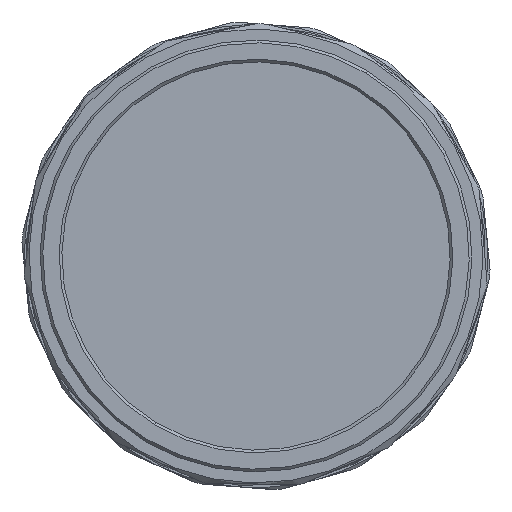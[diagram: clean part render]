
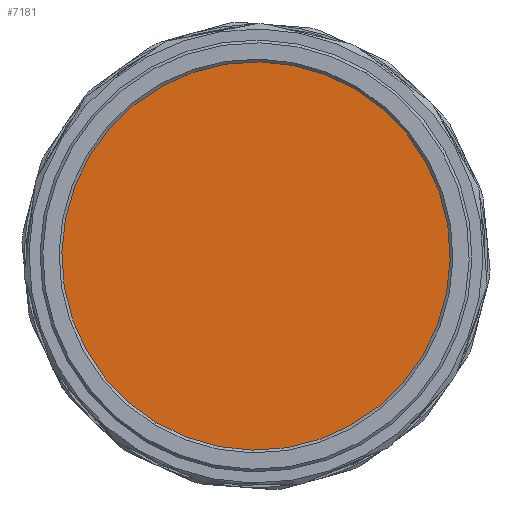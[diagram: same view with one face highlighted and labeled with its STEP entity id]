
A CAD part, left-side view. The second image highlights one B-rep face of the part: STEP entity #7181.
In plain terms, the highlighted planar face has unit normal (-1, 0, 0).
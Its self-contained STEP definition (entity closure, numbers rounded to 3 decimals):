
#96 = CIRCLE ( 'NONE', #12227, 22. ) ;
#7181 = ADVANCED_FACE ( 'NONE', ( #14599 ), #36081, .F. ) ;
#7351 = ORIENTED_EDGE ( 'NONE', *, *, #28898, .T. ) ;
#7456 = EDGE_CURVE ( 'NONE', #20873, #12435, #96, .T. ) ;
#7641 = CARTESIAN_POINT ( 'NONE',  ( 0., 0., 0. ) ) ;
#10591 = ORIENTED_EDGE ( 'NONE', *, *, #7456, .T. ) ;
#10725 = AXIS2_PLACEMENT_3D ( 'NONE', #15204, #27041, #21147 ) ;
#10909 = DIRECTION ( 'NONE',  ( 0., 0., -1. ) ) ;
#10985 = CARTESIAN_POINT ( 'NONE',  ( 0., 0., -22. ) ) ;
#11046 = CIRCLE ( 'NONE', #26047, 22. ) ;
#12227 = AXIS2_PLACEMENT_3D ( 'NONE', #28708, #19551, #22433 ) ;
#12435 = VERTEX_POINT ( 'NONE', #10985 ) ;
#13144 = CARTESIAN_POINT ( 'NONE',  ( 0., 0., 22. ) ) ;
#14599 = FACE_OUTER_BOUND ( 'NONE', #35271, .T. ) ;
#15204 = CARTESIAN_POINT ( 'NONE',  ( 0., 0., 0. ) ) ;
#19551 = DIRECTION ( 'NONE',  ( -1., 0., 0. ) ) ;
#20873 = VERTEX_POINT ( 'NONE', #13144 ) ;
#21147 = DIRECTION ( 'NONE',  ( 0., 0., -1. ) ) ;
#22433 = DIRECTION ( 'NONE',  ( 0., 0., -1. ) ) ;
#26047 = AXIS2_PLACEMENT_3D ( 'NONE', #7641, #34386, #10909 ) ;
#27041 = DIRECTION ( 'NONE',  ( 1., 0., 0. ) ) ;
#28708 = CARTESIAN_POINT ( 'NONE',  ( 0., 0., 0. ) ) ;
#28898 = EDGE_CURVE ( 'NONE', #12435, #20873, #11046, .T. ) ;
#34386 = DIRECTION ( 'NONE',  ( -1., 0., 0. ) ) ;
#35271 = EDGE_LOOP ( 'NONE', ( #7351, #10591 ) ) ;
#36081 = PLANE ( 'NONE',  #10725 ) ;
